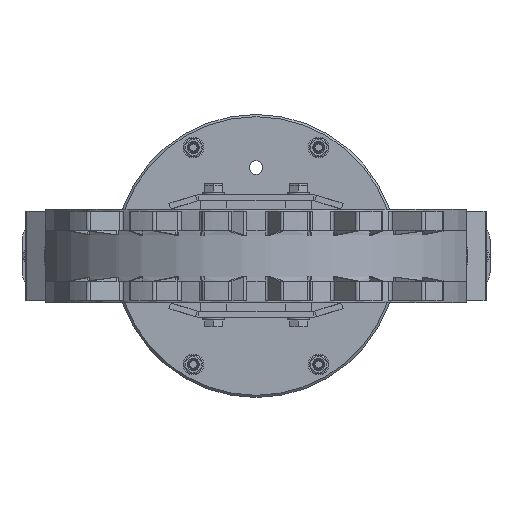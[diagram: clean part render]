
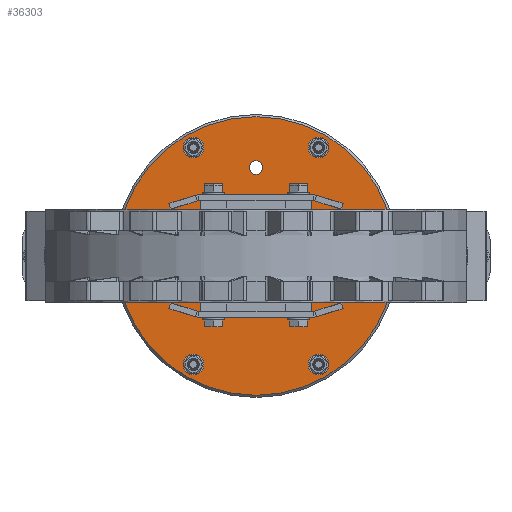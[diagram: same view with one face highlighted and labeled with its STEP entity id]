
A CAD part, left-side view. The second image highlights one B-rep face of the part: STEP entity #36303.
In plain terms, the highlighted face is planar.
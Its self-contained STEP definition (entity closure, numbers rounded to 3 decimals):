
#1042=FACE_BOUND('',#7407,.T.);
#1043=FACE_BOUND('',#7408,.T.);
#1044=FACE_BOUND('',#7409,.T.);
#1045=FACE_BOUND('',#7410,.T.);
#1046=FACE_BOUND('',#7411,.T.);
#1047=FACE_BOUND('',#7412,.T.);
#1048=FACE_BOUND('',#7413,.T.);
#1049=FACE_BOUND('',#7414,.T.);
#1050=FACE_BOUND('',#7415,.T.);
#1051=FACE_BOUND('',#7416,.T.);
#1052=FACE_BOUND('',#7417,.T.);
#1053=FACE_BOUND('',#7418,.T.);
#2035=PLANE('',#39782);
#5120=FACE_OUTER_BOUND('',#7406,.T.);
#7406=EDGE_LOOP('',(#32964));
#7407=EDGE_LOOP('',(#32965));
#7408=EDGE_LOOP('',(#32966));
#7409=EDGE_LOOP('',(#32967));
#7410=EDGE_LOOP('',(#32968));
#7411=EDGE_LOOP('',(#32969));
#7412=EDGE_LOOP('',(#32970));
#7413=EDGE_LOOP('',(#32971));
#7414=EDGE_LOOP('',(#32972));
#7415=EDGE_LOOP('',(#32973));
#7416=EDGE_LOOP('',(#32974));
#7417=EDGE_LOOP('',(#32975));
#7418=EDGE_LOOP('',(#32976));
#14660=CIRCLE('',#39781,189.);
#14661=CIRCLE('',#39783,25.);
#14662=CIRCLE('',#39784,7.);
#14663=CIRCLE('',#39785,7.);
#14664=CIRCLE('',#39786,7.);
#14665=CIRCLE('',#39787,7.);
#14666=CIRCLE('',#39788,7.);
#14667=CIRCLE('',#39789,7.);
#14668=CIRCLE('',#39790,6.918);
#14669=CIRCLE('',#39791,6.918);
#14670=CIRCLE('',#39792,6.918);
#14671=CIRCLE('',#39793,6.918);
#14672=CIRCLE('',#39794,9.316);
#17895=VERTEX_POINT('',#68913);
#17896=VERTEX_POINT('',#68917);
#17897=VERTEX_POINT('',#68919);
#17898=VERTEX_POINT('',#68921);
#17899=VERTEX_POINT('',#68923);
#17900=VERTEX_POINT('',#68925);
#17901=VERTEX_POINT('',#68927);
#17902=VERTEX_POINT('',#68929);
#17903=VERTEX_POINT('',#68931);
#17904=VERTEX_POINT('',#68933);
#17905=VERTEX_POINT('',#68935);
#17906=VERTEX_POINT('',#68937);
#17907=VERTEX_POINT('',#68939);
#22962=EDGE_CURVE('',#17895,#17895,#14660,.T.);
#22963=EDGE_CURVE('',#17896,#17896,#14661,.T.);
#22964=EDGE_CURVE('',#17897,#17897,#14662,.T.);
#22965=EDGE_CURVE('',#17898,#17898,#14663,.T.);
#22966=EDGE_CURVE('',#17899,#17899,#14664,.T.);
#22967=EDGE_CURVE('',#17900,#17900,#14665,.T.);
#22968=EDGE_CURVE('',#17901,#17901,#14666,.T.);
#22969=EDGE_CURVE('',#17902,#17902,#14667,.T.);
#22970=EDGE_CURVE('',#17903,#17903,#14668,.T.);
#22971=EDGE_CURVE('',#17904,#17904,#14669,.T.);
#22972=EDGE_CURVE('',#17905,#17905,#14670,.T.);
#22973=EDGE_CURVE('',#17906,#17906,#14671,.T.);
#22974=EDGE_CURVE('',#17907,#17907,#14672,.T.);
#32964=ORIENTED_EDGE('',*,*,#22962,.F.);
#32965=ORIENTED_EDGE('',*,*,#22963,.T.);
#32966=ORIENTED_EDGE('',*,*,#22964,.T.);
#32967=ORIENTED_EDGE('',*,*,#22965,.T.);
#32968=ORIENTED_EDGE('',*,*,#22966,.T.);
#32969=ORIENTED_EDGE('',*,*,#22967,.T.);
#32970=ORIENTED_EDGE('',*,*,#22968,.T.);
#32971=ORIENTED_EDGE('',*,*,#22969,.T.);
#32972=ORIENTED_EDGE('',*,*,#22970,.T.);
#32973=ORIENTED_EDGE('',*,*,#22971,.T.);
#32974=ORIENTED_EDGE('',*,*,#22972,.T.);
#32975=ORIENTED_EDGE('',*,*,#22973,.T.);
#32976=ORIENTED_EDGE('',*,*,#22974,.T.);
#36303=ADVANCED_FACE('',(#5120,#1042,#1043,#1044,#1045,#1046,#1047,#1048,
#1049,#1050,#1051,#1052,#1053),#2035,.T.);
#39781=AXIS2_PLACEMENT_3D('',#68915,#48850,#48851);
#39782=AXIS2_PLACEMENT_3D('',#68916,#48852,#48853);
#39783=AXIS2_PLACEMENT_3D('',#68918,#48854,#48855);
#39784=AXIS2_PLACEMENT_3D('',#68920,#48856,#48857);
#39785=AXIS2_PLACEMENT_3D('',#68922,#48858,#48859);
#39786=AXIS2_PLACEMENT_3D('',#68924,#48860,#48861);
#39787=AXIS2_PLACEMENT_3D('',#68926,#48862,#48863);
#39788=AXIS2_PLACEMENT_3D('',#68928,#48864,#48865);
#39789=AXIS2_PLACEMENT_3D('',#68930,#48866,#48867);
#39790=AXIS2_PLACEMENT_3D('',#68932,#48868,#48869);
#39791=AXIS2_PLACEMENT_3D('',#68934,#48870,#48871);
#39792=AXIS2_PLACEMENT_3D('',#68936,#48872,#48873);
#39793=AXIS2_PLACEMENT_3D('',#68938,#48874,#48875);
#39794=AXIS2_PLACEMENT_3D('',#68940,#48876,#48877);
#48850=DIRECTION('center_axis',(0.,0.,-1.));
#48851=DIRECTION('ref_axis',(-1.,0.,0.));
#48852=DIRECTION('center_axis',(0.,0.,1.));
#48853=DIRECTION('ref_axis',(1.,0.,0.));
#48854=DIRECTION('center_axis',(0.,0.,-1.));
#48855=DIRECTION('ref_axis',(0.,1.,0.));
#48856=DIRECTION('center_axis',(0.,0.,-1.));
#48857=DIRECTION('ref_axis',(1.,0.,0.));
#48858=DIRECTION('center_axis',(0.,0.,-1.));
#48859=DIRECTION('ref_axis',(1.,0.,0.));
#48860=DIRECTION('center_axis',(0.,0.,-1.));
#48861=DIRECTION('ref_axis',(1.,0.,0.));
#48862=DIRECTION('center_axis',(0.,0.,-1.));
#48863=DIRECTION('ref_axis',(1.,0.,0.));
#48864=DIRECTION('center_axis',(0.,0.,-1.));
#48865=DIRECTION('ref_axis',(1.,0.,0.));
#48866=DIRECTION('center_axis',(0.,0.,-1.));
#48867=DIRECTION('ref_axis',(1.,0.,0.));
#48868=DIRECTION('center_axis',(0.,0.,-1.));
#48869=DIRECTION('ref_axis',(1.,0.,0.));
#48870=DIRECTION('center_axis',(0.,0.,-1.));
#48871=DIRECTION('ref_axis',(1.,0.,0.));
#48872=DIRECTION('center_axis',(0.,0.,-1.));
#48873=DIRECTION('ref_axis',(1.,0.,0.));
#48874=DIRECTION('center_axis',(0.,0.,-1.));
#48875=DIRECTION('ref_axis',(1.,0.,0.));
#48876=DIRECTION('center_axis',(0.,0.,-1.));
#48877=DIRECTION('ref_axis',(1.,0.,0.));
#68913=CARTESIAN_POINT('',(189.,0.,19.));
#68915=CARTESIAN_POINT('Origin',(0.,0.,19.));
#68916=CARTESIAN_POINT('Origin',(0.,0.,
19.));
#68917=CARTESIAN_POINT('',(0.,-25.,19.));
#68918=CARTESIAN_POINT('Origin',(0.,0.,19.));
#68919=CARTESIAN_POINT('',(140.224,85.,19.));
#68920=CARTESIAN_POINT('Origin',(147.224,85.,19.));
#68921=CARTESIAN_POINT('',(-7.,-170.,19.));
#68922=CARTESIAN_POINT('Origin',(0.,-170.,19.));
#68923=CARTESIAN_POINT('',(-154.224,85.,19.));
#68924=CARTESIAN_POINT('Origin',(-147.224,85.,19.));
#68925=CARTESIAN_POINT('',(-7.,170.,19.));
#68926=CARTESIAN_POINT('Origin',(0.,170.,19.));
#68927=CARTESIAN_POINT('',(-154.224,-85.,19.));
#68928=CARTESIAN_POINT('Origin',(-147.224,-85.,19.));
#68929=CARTESIAN_POINT('',(140.224,-85.,19.));
#68930=CARTESIAN_POINT('Origin',(147.224,-85.,19.));
#68931=CARTESIAN_POINT('',(29.145,-36.062,19.));
#68932=CARTESIAN_POINT('Origin',(36.062,-36.062,19.));
#68933=CARTESIAN_POINT('',(-42.98,36.062,19.));
#68934=CARTESIAN_POINT('Origin',(-36.062,36.062,19.));
#68935=CARTESIAN_POINT('',(29.145,36.062,19.));
#68936=CARTESIAN_POINT('Origin',(36.062,36.062,19.));
#68937=CARTESIAN_POINT('',(-42.98,-36.062,19.));
#68938=CARTESIAN_POINT('Origin',(-36.062,-36.062,19.));
#68939=CARTESIAN_POINT('',(-129.316,0.,19.));
#68940=CARTESIAN_POINT('Origin',(-120.,0.,19.));
